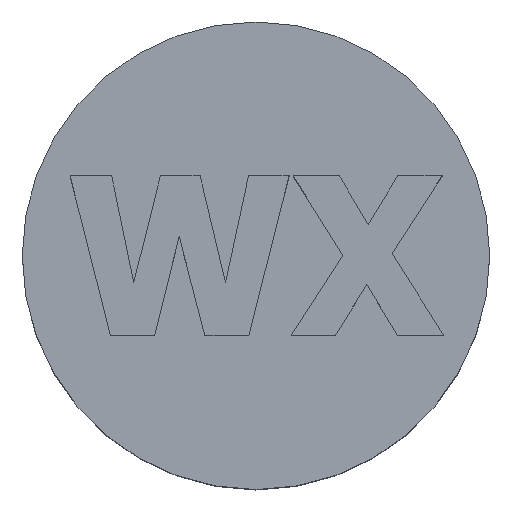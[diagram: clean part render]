
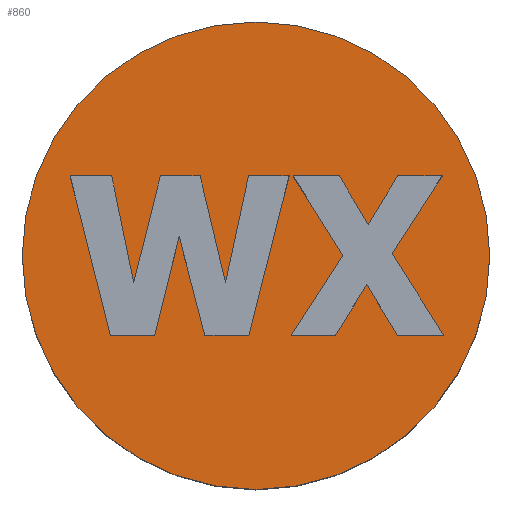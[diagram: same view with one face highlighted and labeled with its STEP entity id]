
A CAD part, top view. The second image highlights one B-rep face of the part: STEP entity #860.
In plain terms, the highlighted planar face has unit normal (0, 0, 1).
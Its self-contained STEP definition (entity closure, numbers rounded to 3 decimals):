
#17=FACE_BOUND('',#116,.T.);
#18=FACE_BOUND('',#117,.T.);
#22=CIRCLE('',#928,4.47);
#68=FACE_OUTER_BOUND('',#115,.T.);
#115=EDGE_LOOP('',(#736));
#116=EDGE_LOOP('',(#737,#738,#739,#740,#741,#742,#743,#744,#745,#746,#747,
#748,#749));
#117=EDGE_LOOP('',(#750,#751,#752,#753,#754,#755,#756,#757,#758,#759,#760,
#761));
#119=LINE('',#1148,#232);
#123=LINE('',#1156,#236);
#126=LINE('',#1162,#239);
#129=LINE('',#1168,#242);
#132=LINE('',#1174,#245);
#135=LINE('',#1180,#248);
#138=LINE('',#1186,#251);
#141=LINE('',#1192,#254);
#144=LINE('',#1198,#257);
#147=LINE('',#1204,#260);
#150=LINE('',#1210,#263);
#153=LINE('',#1216,#266);
#156=LINE('',#1221,#269);
#158=LINE('',#1227,#271);
#162=LINE('',#1235,#275);
#165=LINE('',#1241,#278);
#168=LINE('',#1247,#281);
#171=LINE('',#1253,#284);
#174=LINE('',#1259,#287);
#177=LINE('',#1265,#290);
#180=LINE('',#1271,#293);
#183=LINE('',#1277,#296);
#186=LINE('',#1283,#299);
#189=LINE('',#1289,#302);
#192=LINE('',#1294,#305);
#232=VECTOR('',#935,10.);
#236=VECTOR('',#941,10.);
#239=VECTOR('',#946,10.);
#242=VECTOR('',#951,10.);
#245=VECTOR('',#956,10.);
#248=VECTOR('',#961,10.);
#251=VECTOR('',#966,10.);
#254=VECTOR('',#971,10.);
#257=VECTOR('',#976,10.);
#260=VECTOR('',#981,10.);
#263=VECTOR('',#986,10.);
#266=VECTOR('',#991,10.);
#269=VECTOR('',#996,10.);
#271=VECTOR('',#1002,10.);
#275=VECTOR('',#1008,10.);
#278=VECTOR('',#1013,10.);
#281=VECTOR('',#1018,10.);
#284=VECTOR('',#1023,10.);
#287=VECTOR('',#1028,10.);
#290=VECTOR('',#1033,10.);
#293=VECTOR('',#1038,10.);
#296=VECTOR('',#1043,10.);
#299=VECTOR('',#1048,10.);
#302=VECTOR('',#1053,10.);
#305=VECTOR('',#1058,10.);
#345=VERTEX_POINT('',#1146);
#346=VERTEX_POINT('',#1147);
#349=VERTEX_POINT('',#1155);
#351=VERTEX_POINT('',#1161);
#353=VERTEX_POINT('',#1167);
#355=VERTEX_POINT('',#1173);
#357=VERTEX_POINT('',#1179);
#359=VERTEX_POINT('',#1185);
#361=VERTEX_POINT('',#1191);
#363=VERTEX_POINT('',#1197);
#365=VERTEX_POINT('',#1203);
#367=VERTEX_POINT('',#1209);
#369=VERTEX_POINT('',#1215);
#371=VERTEX_POINT('',#1225);
#372=VERTEX_POINT('',#1226);
#375=VERTEX_POINT('',#1234);
#377=VERTEX_POINT('',#1240);
#379=VERTEX_POINT('',#1246);
#381=VERTEX_POINT('',#1252);
#383=VERTEX_POINT('',#1258);
#385=VERTEX_POINT('',#1264);
#387=VERTEX_POINT('',#1270);
#389=VERTEX_POINT('',#1276);
#391=VERTEX_POINT('',#1282);
#393=VERTEX_POINT('',#1288);
#422=VERTEX_POINT('',#1380);
#423=EDGE_CURVE('',#345,#346,#119,.T.);
#427=EDGE_CURVE('',#346,#349,#123,.T.);
#430=EDGE_CURVE('',#349,#351,#126,.T.);
#433=EDGE_CURVE('',#351,#353,#129,.T.);
#436=EDGE_CURVE('',#353,#355,#132,.T.);
#439=EDGE_CURVE('',#355,#357,#135,.T.);
#442=EDGE_CURVE('',#357,#359,#138,.T.);
#445=EDGE_CURVE('',#359,#361,#141,.T.);
#448=EDGE_CURVE('',#361,#363,#144,.T.);
#451=EDGE_CURVE('',#363,#365,#147,.T.);
#454=EDGE_CURVE('',#365,#367,#150,.T.);
#457=EDGE_CURVE('',#367,#369,#153,.T.);
#460=EDGE_CURVE('',#369,#345,#156,.T.);
#462=EDGE_CURVE('',#371,#372,#158,.T.);
#466=EDGE_CURVE('',#372,#375,#162,.T.);
#469=EDGE_CURVE('',#375,#377,#165,.T.);
#472=EDGE_CURVE('',#377,#379,#168,.T.);
#475=EDGE_CURVE('',#379,#381,#171,.T.);
#478=EDGE_CURVE('',#381,#383,#174,.T.);
#481=EDGE_CURVE('',#383,#385,#177,.T.);
#484=EDGE_CURVE('',#385,#387,#180,.T.);
#487=EDGE_CURVE('',#387,#389,#183,.T.);
#490=EDGE_CURVE('',#389,#391,#186,.T.);
#493=EDGE_CURVE('',#391,#393,#189,.T.);
#496=EDGE_CURVE('',#393,#371,#192,.T.);
#538=EDGE_CURVE('',#422,#422,#22,.T.);
#736=ORIENTED_EDGE('',*,*,#538,.T.);
#737=ORIENTED_EDGE('',*,*,#423,.T.);
#738=ORIENTED_EDGE('',*,*,#427,.T.);
#739=ORIENTED_EDGE('',*,*,#430,.T.);
#740=ORIENTED_EDGE('',*,*,#433,.T.);
#741=ORIENTED_EDGE('',*,*,#436,.T.);
#742=ORIENTED_EDGE('',*,*,#439,.T.);
#743=ORIENTED_EDGE('',*,*,#442,.T.);
#744=ORIENTED_EDGE('',*,*,#445,.T.);
#745=ORIENTED_EDGE('',*,*,#448,.T.);
#746=ORIENTED_EDGE('',*,*,#451,.T.);
#747=ORIENTED_EDGE('',*,*,#454,.T.);
#748=ORIENTED_EDGE('',*,*,#457,.T.);
#749=ORIENTED_EDGE('',*,*,#460,.T.);
#750=ORIENTED_EDGE('',*,*,#462,.T.);
#751=ORIENTED_EDGE('',*,*,#466,.T.);
#752=ORIENTED_EDGE('',*,*,#469,.T.);
#753=ORIENTED_EDGE('',*,*,#472,.T.);
#754=ORIENTED_EDGE('',*,*,#475,.T.);
#755=ORIENTED_EDGE('',*,*,#478,.T.);
#756=ORIENTED_EDGE('',*,*,#481,.T.);
#757=ORIENTED_EDGE('',*,*,#484,.T.);
#758=ORIENTED_EDGE('',*,*,#487,.T.);
#759=ORIENTED_EDGE('',*,*,#490,.T.);
#760=ORIENTED_EDGE('',*,*,#493,.T.);
#761=ORIENTED_EDGE('',*,*,#496,.T.);
#815=PLANE('',#929);
#860=ADVANCED_FACE('',(#68,#17,#18),#815,.T.);
#928=AXIS2_PLACEMENT_3D('',#1381,#1137,#1138);
#929=AXIS2_PLACEMENT_3D('',#1383,#1140,#1141);
#935=DIRECTION('',(-1.,0.,0.));
#941=DIRECTION('',(-0.251,0.968,0.));
#946=DIRECTION('',(-0.243,-0.97,0.));
#951=DIRECTION('',(-1.,0.,0.));
#956=DIRECTION('',(-0.245,0.969,0.));
#961=DIRECTION('',(1.,0.,0.));
#966=DIRECTION('',(0.202,-0.979,0.));
#971=DIRECTION('',(0.242,0.97,0.));
#976=DIRECTION('',(1.,0.,0.));
#981=DIRECTION('',(0.231,-0.973,0.));
#986=DIRECTION('',(0.21,0.978,0.));
#991=DIRECTION('',(1.,0.,0.));
#996=DIRECTION('',(-0.245,-0.969,0.));
#1002=DIRECTION('',(-0.518,0.855,0.));
#1008=DIRECTION('',(-0.526,-0.851,0.));
#1013=DIRECTION('',(-1.,0.,0.));
#1018=DIRECTION('',(0.542,0.84,0.));
#1023=DIRECTION('',(-0.532,0.847,0.));
#1028=DIRECTION('',(1.,0.,0.));
#1033=DIRECTION('',(0.513,-0.858,0.));
#1038=DIRECTION('',(0.523,0.852,0.));
#1043=DIRECTION('',(1.,0.,0.));
#1048=DIRECTION('',(-0.542,-0.84,0.));
#1053=DIRECTION('',(0.534,-0.846,0.));
#1058=DIRECTION('',(-1.,0.,0.));
#1137=DIRECTION('center_axis',(0.,0.,1.));
#1138=DIRECTION('ref_axis',(1.,0.,0.));
#1140=DIRECTION('center_axis',(0.,0.,1.));
#1141=DIRECTION('ref_axis',(1.,0.,0.));
#1146=CARTESIAN_POINT('',(-0.138,-1.525,5.));
#1147=CARTESIAN_POINT('',(-0.979,-1.525,5.));
#1148=CARTESIAN_POINT('',(-0.489,-1.525,5.));
#1155=CARTESIAN_POINT('',(-1.468,0.361,5.));
#1156=CARTESIAN_POINT('',(-1.378,0.013,5.));
#1161=CARTESIAN_POINT('',(-1.94,-1.525,5.));
#1162=CARTESIAN_POINT('',(-1.703,-0.579,5.));
#1167=CARTESIAN_POINT('',(-2.783,-1.525,5.));
#1168=CARTESIAN_POINT('',(-1.392,-1.525,5.));
#1173=CARTESIAN_POINT('',(-3.554,1.525,5.));
#1174=CARTESIAN_POINT('',(-3.266,0.386,5.));
#1179=CARTESIAN_POINT('',(-2.758,1.525,5.));
#1180=CARTESIAN_POINT('',(-1.379,1.525,5.));
#1185=CARTESIAN_POINT('',(-2.338,-0.517,5.));
#1186=CARTESIAN_POINT('',(-2.342,-0.5,5.));
#1191=CARTESIAN_POINT('',(-1.829,1.525,5.));
#1192=CARTESIAN_POINT('',(-1.954,1.022,5.));
#1197=CARTESIAN_POINT('',(-1.068,1.525,5.));
#1198=CARTESIAN_POINT('',(-0.534,1.525,5.));
#1203=CARTESIAN_POINT('',(-0.583,-0.519,5.));
#1204=CARTESIAN_POINT('',(-0.626,-0.339,5.));
#1209=CARTESIAN_POINT('',(-0.143,1.525,5.));
#1210=CARTESIAN_POINT('',(-0.297,0.811,5.));
#1215=CARTESIAN_POINT('',(0.633,1.525,5.));
#1216=CARTESIAN_POINT('',(0.316,1.525,5.));
#1221=CARTESIAN_POINT('',(0.047,-0.792,5.));
#1225=CARTESIAN_POINT('',(2.706,-1.525,5.));
#1226=CARTESIAN_POINT('',(2.118,-0.554,5.));
#1227=CARTESIAN_POINT('',(1.711,0.118,5.));
#1234=CARTESIAN_POINT('',(1.518,-1.525,5.));
#1235=CARTESIAN_POINT('',(1.649,-1.313,5.));
#1240=CARTESIAN_POINT('',(0.67,-1.525,5.));
#1241=CARTESIAN_POINT('',(0.335,-1.525,5.));
#1246=CARTESIAN_POINT('',(1.661,0.01,5.));
#1247=CARTESIAN_POINT('',(1.414,-0.372,5.));
#1252=CARTESIAN_POINT('',(0.709,1.525,5.));
#1253=CARTESIAN_POINT('',(0.952,1.138,5.));
#1258=CARTESIAN_POINT('',(1.594,1.525,5.));
#1259=CARTESIAN_POINT('',(0.797,1.525,5.));
#1264=CARTESIAN_POINT('',(2.145,0.603,5.));
#1265=CARTESIAN_POINT('',(1.996,0.853,5.));
#1270=CARTESIAN_POINT('',(2.711,1.525,5.));
#1271=CARTESIAN_POINT('',(2.,0.367,5.));
#1276=CARTESIAN_POINT('',(3.559,1.525,5.));
#1277=CARTESIAN_POINT('',(1.78,1.525,5.));
#1282=CARTESIAN_POINT('',(2.603,0.042,5.));
#1283=CARTESIAN_POINT('',(2.211,-0.566,5.));
#1288=CARTESIAN_POINT('',(3.591,-1.525,5.));
#1289=CARTESIAN_POINT('',(2.736,-0.169,5.));
#1294=CARTESIAN_POINT('',(1.353,-1.525,5.));
#1380=CARTESIAN_POINT('',(-4.47,0.,5.));
#1381=CARTESIAN_POINT('Origin',(0.,0.,5.));
#1383=CARTESIAN_POINT('Origin',(0.,0.,5.));
